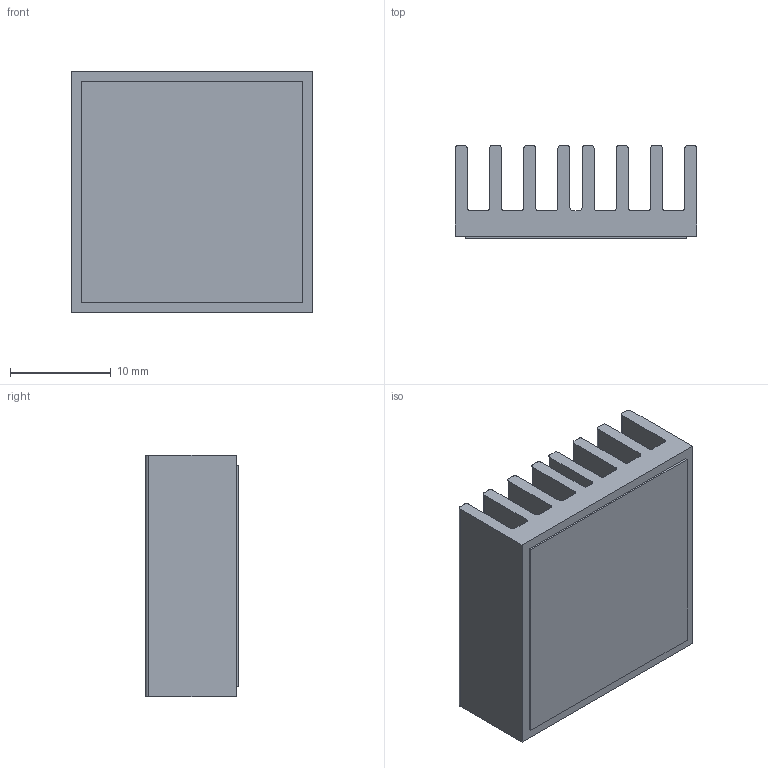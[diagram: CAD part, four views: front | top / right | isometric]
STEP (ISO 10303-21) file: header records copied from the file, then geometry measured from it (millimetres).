
FILE_DESCRIPTION((''),'2;1');
FILE_NAME('ASM0001_ASM','2025-12-15T14:32:05',('ITadmin'),(''),'CREO PARAMETRIC BY PTC INC, 2018050','CREO PARAMETRIC BY PTC INC, 2018050','');
FILE_SCHEMA(('CONFIG_CONTROL_DESIGN'));
Length unit declared in the file: millimetre
Products named in the file (3): 40905110092424; PAD; ASM0001_ASM
Assembly tree (2 placements, depth 2):
  ASM0001_ASM
    40905110092424
    PAD
Bounding box: 24 x 9.2 x 24 mm (x, y, z)
Volume: 3033.5 mm3; surface area: 4905.6 mm2
Topology: 2 solids, 2 shells, 70 faces, 198 edges, 132 vertices
Faces by surface type: plane 40, cylinder 30
Entity records: 2370 total; most frequent: DIRECTION 408, CARTESIAN_POINT 405, ORIENTED_EDGE 396, EDGE_CURVE 198, VECTOR 138, LINE 138, AXIS2_PLACEMENT_3D 135, VERTEX_POINT 132
